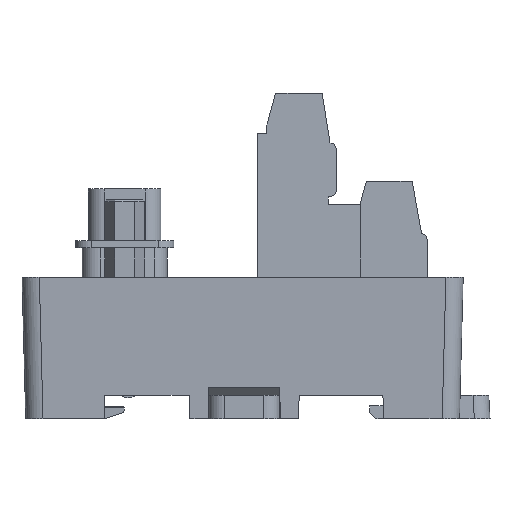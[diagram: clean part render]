
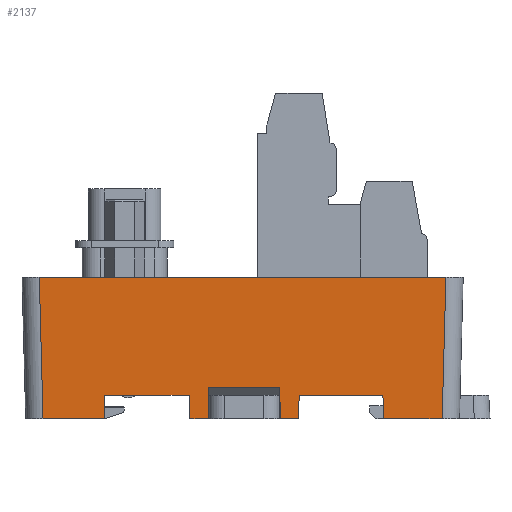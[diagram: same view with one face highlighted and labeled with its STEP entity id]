
A CAD part, left-side view. The second image highlights one B-rep face of the part: STEP entity #2137.
In plain terms, the highlighted planar face has unit normal (-1, 0, -0.026).
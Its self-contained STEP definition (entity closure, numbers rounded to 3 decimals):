
#1433=FACE_OUTER_BOUND('',#4038,.T.);
#2137=ADVANCED_FACE('',(#1433),#2902,.T.);
#2902=PLANE('',#15422);
#4038=EDGE_LOOP('',(#5295,#5296,#5297,#5298,#5299,#5300,#5301,#5302,#5303,
#5304,#5305,#5306,#5307,#5308,#5309,#5310));
#5295=ORIENTED_EDGE('',*,*,#10509,.T.);
#5296=ORIENTED_EDGE('',*,*,#10336,.T.);
#5297=ORIENTED_EDGE('',*,*,#10470,.T.);
#5298=ORIENTED_EDGE('',*,*,#10449,.T.);
#5299=ORIENTED_EDGE('',*,*,#10510,.T.);
#5300=ORIENTED_EDGE('',*,*,#10442,.T.);
#5301=ORIENTED_EDGE('',*,*,#10511,.T.);
#5302=ORIENTED_EDGE('',*,*,#10432,.T.);
#5303=ORIENTED_EDGE('',*,*,#10502,.F.);
#5304=ORIENTED_EDGE('',*,*,#10404,.T.);
#5305=ORIENTED_EDGE('',*,*,#10512,.F.);
#5306=ORIENTED_EDGE('',*,*,#10513,.F.);
#5307=ORIENTED_EDGE('',*,*,#10514,.T.);
#5308=ORIENTED_EDGE('',*,*,#10515,.F.);
#5309=ORIENTED_EDGE('',*,*,#10516,.T.);
#5310=ORIENTED_EDGE('',*,*,#10517,.F.);
#9009=VERTEX_POINT('',#20362);
#9010=VERTEX_POINT('',#20364);
#9061=VERTEX_POINT('',#20491);
#9065=VERTEX_POINT('',#20500);
#9090=VERTEX_POINT('',#20555);
#9091=VERTEX_POINT('',#20557);
#9094=VERTEX_POINT('',#20565);
#9099=VERTEX_POINT('',#20575);
#9103=VERTEX_POINT('',#20587);
#9104=VERTEX_POINT('',#20589);
#9142=VERTEX_POINT('',#20701);
#9143=VERTEX_POINT('',#20705);
#9144=VERTEX_POINT('',#20707);
#9145=VERTEX_POINT('',#20709);
#9146=VERTEX_POINT('',#20711);
#9147=VERTEX_POINT('',#20713);
#10336=EDGE_CURVE('',#9010,#9009,#12283,.T.);
#10404=EDGE_CURVE('',#9061,#9065,#12349,.T.);
#10432=EDGE_CURVE('',#9091,#9090,#12377,.T.);
#10442=EDGE_CURVE('',#9094,#9099,#12381,.T.);
#10449=EDGE_CURVE('',#9104,#9103,#12387,.T.);
#10470=EDGE_CURVE('',#9009,#9104,#12401,.T.);
#10502=EDGE_CURVE('',#9061,#9090,#12433,.T.);
#10509=EDGE_CURVE('',#9142,#9010,#12440,.T.);
#10510=EDGE_CURVE('',#9103,#9094,#12441,.T.);
#10511=EDGE_CURVE('',#9099,#9091,#12442,.T.);
#10512=EDGE_CURVE('',#9143,#9065,#12443,.T.);
#10513=EDGE_CURVE('',#9144,#9143,#12444,.T.);
#10514=EDGE_CURVE('',#9144,#9145,#12445,.T.);
#10515=EDGE_CURVE('',#9146,#9145,#12446,.T.);
#10516=EDGE_CURVE('',#9146,#9147,#12447,.T.);
#10517=EDGE_CURVE('',#9142,#9147,#12448,.T.);
#12283=LINE('',#20363,#13890);
#12349=LINE('',#20501,#13956);
#12377=LINE('',#20556,#13984);
#12381=LINE('',#20576,#13988);
#12387=LINE('',#20588,#13994);
#12401=LINE('',#20627,#14008);
#12433=LINE('',#20687,#14040);
#12440=LINE('',#20700,#14047);
#12441=LINE('',#20702,#14048);
#12442=LINE('',#20703,#14049);
#12443=LINE('',#20704,#14050);
#12444=LINE('',#20706,#14051);
#12445=LINE('',#20708,#14052);
#12446=LINE('',#20710,#14053);
#12447=LINE('',#20712,#14054);
#12448=LINE('',#20714,#14055);
#13890=VECTOR('',#16524,1.);
#13956=VECTOR('',#16622,1.);
#13984=VECTOR('',#16654,1.);
#13988=VECTOR('',#16672,1.);
#13994=VECTOR('',#16682,1.);
#14008=VECTOR('',#16712,1.);
#14040=VECTOR('',#16762,1.);
#14047=VECTOR('',#16777,1.);
#14048=VECTOR('',#16778,1.);
#14049=VECTOR('',#16779,1.);
#14050=VECTOR('',#16780,1.);
#14051=VECTOR('',#16781,1.);
#14052=VECTOR('',#16782,1.);
#14053=VECTOR('',#16783,1.);
#14054=VECTOR('',#16784,1.);
#14055=VECTOR('',#16785,1.);
#15422=AXIS2_PLACEMENT_3D('',#20715,#16786,#16787);
#16524=DIRECTION('',(0.,-1.,0.));
#16622=DIRECTION('',(0.,-1.,0.));
#16654=DIRECTION('',(0.,-1.,0.));
#16672=DIRECTION('',(0.,1.,0.));
#16682=DIRECTION('',(0.,-1.,0.));
#16712=DIRECTION('',(0.026,-0.017,-1.));
#16762=DIRECTION('',(0.026,0.017,-1.));
#16777=DIRECTION('',(-0.026,-0.035,0.999));
#16778=DIRECTION('',(-0.026,-0.026,0.999));
#16779=DIRECTION('',(0.026,-0.026,-0.999));
#16780=DIRECTION('',(-0.026,0.035,0.999));
#16781=DIRECTION('',(0.,1.,0.));
#16782=DIRECTION('',(-0.026,-0.009,1.));
#16783=DIRECTION('',(0.,1.,0.));
#16784=DIRECTION('',(0.026,-0.009,-1.));
#16785=DIRECTION('',(0.,1.,0.));
#16786=DIRECTION('',(-1.,0.,-0.026));
#16787=DIRECTION('',(-0.026,0.,1.));
#20362=CARTESIAN_POINT('',(88.343,-22.986,-13.25));
#20363=CARTESIAN_POINT('',(88.343,-5.336,-13.25));
#20364=CARTESIAN_POINT('',(88.343,-12.336,-13.25));
#20491=CARTESIAN_POINT('',(88.343,12.414,-13.25));
#20500=CARTESIAN_POINT('',(88.343,1.664,-13.25));
#20501=CARTESIAN_POINT('',(88.343,-5.336,-13.25));
#20555=CARTESIAN_POINT('',(88.421,12.466,-16.25));
#20556=CARTESIAN_POINT('',(88.421,-4.836,-16.25));
#20557=CARTESIAN_POINT('',(88.421,20.243,-16.25));
#20565=CARTESIAN_POINT('',(87.95,-30.987,1.75));
#20575=CARTESIAN_POINT('',(87.95,20.715,1.75));
#20576=CARTESIAN_POINT('',(87.95,-4.836,1.75));
#20587=CARTESIAN_POINT('',(88.421,-30.516,-16.25));
#20588=CARTESIAN_POINT('',(88.421,-5.336,-16.25));
#20589=CARTESIAN_POINT('',(88.421,-23.039,-16.25));
#20627=CARTESIAN_POINT('',(87.942,-22.719,2.059));
#20687=CARTESIAN_POINT('',(88.374,12.435,-14.454));
#20700=CARTESIAN_POINT('',(87.957,-12.85,1.468));
#20701=CARTESIAN_POINT('',(88.421,-12.231,-16.25));
#20702=CARTESIAN_POINT('',(87.967,-30.97,1.09));
#20703=CARTESIAN_POINT('',(87.967,20.697,1.09));
#20704=CARTESIAN_POINT('',(88.374,1.622,-14.452));
#20705=CARTESIAN_POINT('',(88.421,1.559,-16.25));
#20706=CARTESIAN_POINT('',(88.421,-5.336,-16.25));
#20707=CARTESIAN_POINT('',(88.421,-0.76,-16.25));
#20708=CARTESIAN_POINT('',(88.374,-0.776,-14.454));
#20709=CARTESIAN_POINT('',(88.317,-0.795,-12.25));
#20710=CARTESIAN_POINT('',(88.317,-4.836,-12.25));
#20711=CARTESIAN_POINT('',(88.317,-9.877,-12.25));
#20712=CARTESIAN_POINT('',(88.374,-9.897,-14.454));
#20713=CARTESIAN_POINT('',(88.421,-9.912,-16.25));
#20714=CARTESIAN_POINT('',(88.421,-5.336,-16.25));
#20715=CARTESIAN_POINT('',(87.95,-4.836,1.747));
